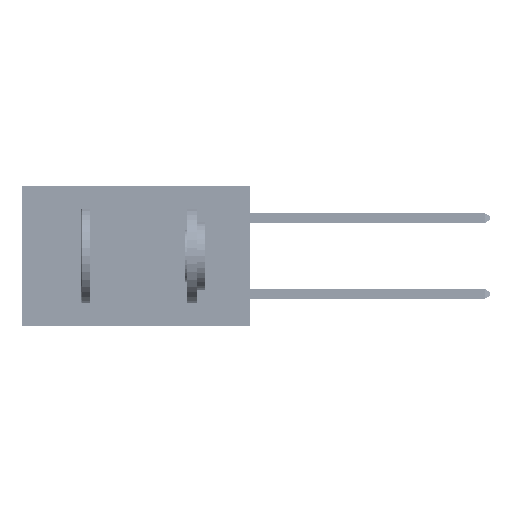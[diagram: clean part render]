
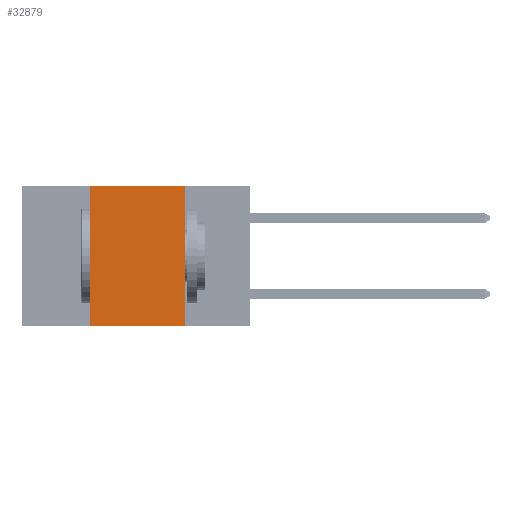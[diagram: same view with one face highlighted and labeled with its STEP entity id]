
A CAD part, left-side view. The second image highlights one B-rep face of the part: STEP entity #32879.
In plain terms, the highlighted planar face has unit normal (-1, 0, 0).
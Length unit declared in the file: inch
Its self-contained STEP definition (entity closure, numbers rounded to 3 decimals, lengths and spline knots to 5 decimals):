
#2555 = VERTEX_POINT ( 'NONE', #40232 ) ;
#2936 = CARTESIAN_POINT ( 'NONE',  ( 0., 0.6, 0. ) ) ;
#4287 = VECTOR ( 'NONE', #32633, 39.37008 ) ;
#5749 = DIRECTION ( 'NONE',  ( 0., 0., 1. ) ) ;
#8267 = EDGE_LOOP ( 'NONE', ( #17834, #21200, #23683, #48843 ) ) ;
#8389 = EDGE_CURVE ( 'NONE', #41162, #2555, #28136, .T. ) ;
#9886 = LINE ( 'NONE', #34445, #24163 ) ;
#11489 = CARTESIAN_POINT ( 'NONE',  ( 0., 0.42, -0.37 ) ) ;
#11651 = DIRECTION ( 'NONE',  ( 0., -1., 0. ) ) ;
#15018 = LINE ( 'NONE', #48038, #17440 ) ;
#16576 = CARTESIAN_POINT ( 'NONE',  ( 0., 0.17, -0.37 ) ) ;
#17440 = VECTOR ( 'NONE', #5749, 39.37008 ) ;
#17834 = ORIENTED_EDGE ( 'NONE', *, *, #18992, .F. ) ;
#18140 = DIRECTION ( 'NONE',  ( 0., 0., -1. ) ) ;
#18992 = EDGE_CURVE ( 'NONE', #2555, #36228, #24274, .T. ) ;
#20058 = CARTESIAN_POINT ( 'NONE',  ( 0., 0.42, 0. ) ) ;
#21200 = ORIENTED_EDGE ( 'NONE', *, *, #8389, .F. ) ;
#23683 = ORIENTED_EDGE ( 'NONE', *, *, #31512, .F. ) ;
#24163 = VECTOR ( 'NONE', #11651, 39.37008 ) ;
#24274 = LINE ( 'NONE', #46858, #30798 ) ;
#28136 = LINE ( 'NONE', #36489, #4287 ) ;
#29762 = FACE_OUTER_BOUND ( 'NONE', #8267, .T. ) ;
#30798 = VECTOR ( 'NONE', #31320, 39.37008 ) ;
#31320 = DIRECTION ( 'NONE',  ( 0., 0., -1. ) ) ;
#31512 = EDGE_CURVE ( 'NONE', #39670, #41162, #15018, .T. ) ;
#32633 = DIRECTION ( 'NONE',  ( 0., -1., 0. ) ) ;
#32879 = ADVANCED_FACE ( 'NONE', ( #29762 ), #40769, .F. ) ;
#34445 = CARTESIAN_POINT ( 'NONE',  ( 0., 0.6, -0.37 ) ) ;
#35370 = EDGE_CURVE ( 'NONE', #39670, #36228, #9886, .T. ) ;
#36228 = VERTEX_POINT ( 'NONE', #16576 ) ;
#36489 = CARTESIAN_POINT ( 'NONE',  ( 0., 0.6, 0. ) ) ;
#39670 = VERTEX_POINT ( 'NONE', #11489 ) ;
#40232 = CARTESIAN_POINT ( 'NONE',  ( 0., 0.17, 0. ) ) ;
#40769 = PLANE ( 'NONE',  #45294 ) ;
#41162 = VERTEX_POINT ( 'NONE', #20058 ) ;
#44790 = DIRECTION ( 'NONE',  ( 1., 0., 0. ) ) ;
#45294 = AXIS2_PLACEMENT_3D ( 'NONE', #2936, #44790, #18140 ) ;
#46858 = CARTESIAN_POINT ( 'NONE',  ( 0., 0.17, 0. ) ) ;
#48038 = CARTESIAN_POINT ( 'NONE',  ( 0., 0.42, 0. ) ) ;
#48843 = ORIENTED_EDGE ( 'NONE', *, *, #35370, .T. ) ;
